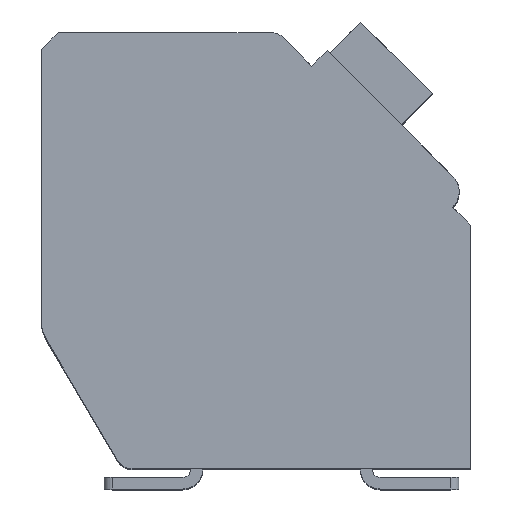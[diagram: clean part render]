
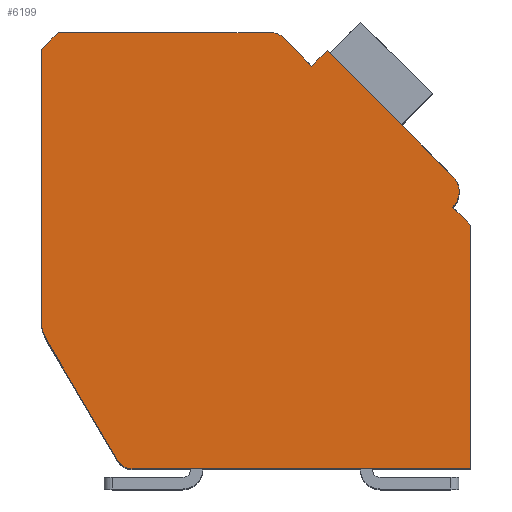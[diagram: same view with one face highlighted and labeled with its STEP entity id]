
A CAD part, top view. The second image highlights one B-rep face of the part: STEP entity #6199.
In plain terms, the highlighted planar face has unit normal (0, 0, 1).
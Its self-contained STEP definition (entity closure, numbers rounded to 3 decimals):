
#177=DIRECTION('',(0.,-1.,0.));
#178=VECTOR('',#177,8.053);
#179=CARTESIAN_POINT('',(-12.7,12.4,2.1));
#180=LINE('',#179,#178);
#181=DIRECTION('',(-0.707,-0.707,0.));
#182=VECTOR('',#181,0.707);
#183=CARTESIAN_POINT('',(-12.2,12.9,2.1));
#184=LINE('',#183,#182);
#185=DIRECTION('',(-1.,0.,0.));
#186=VECTOR('',#185,6.298);
#187=CARTESIAN_POINT('',(-5.902,12.9,2.1));
#188=LINE('',#187,#186);
#189=CARTESIAN_POINT('',(-5.902,12.4,2.1));
#190=DIRECTION('',(0.,0.,1.));
#191=DIRECTION('',(0.707,0.707,0.));
#192=AXIS2_PLACEMENT_3D('',#189,#190,#191);
#194=DIRECTION('',(-0.707,0.707,0.));
#195=VECTOR('',#194,1.197);
#196=CARTESIAN_POINT('',(-4.702,11.907,2.1));
#197=LINE('',#196,#195);
#198=DIRECTION('',(-0.707,-0.707,0.));
#199=VECTOR('',#198,0.65);
#200=CARTESIAN_POINT('',(-4.243,12.367,2.1));
#201=LINE('',#200,#199);
#202=DIRECTION('',(-0.707,0.707,0.));
#203=VECTOR('',#202,5.25);
#204=CARTESIAN_POINT('',(-0.53,8.655,2.1));
#205=LINE('',#204,#203);
#206=CARTESIAN_POINT('',(-0.99,8.195,2.1));
#207=DIRECTION('',(0.,0.,1.));
#208=DIRECTION('',(0.707,-0.707,0.));
#209=AXIS2_PLACEMENT_3D('',#206,#207,#208);
#211=DIRECTION('',(-0.707,0.707,0.));
#212=VECTOR('',#211,0.75);
#213=CARTESIAN_POINT('',(0.,7.205,2.1));
#214=LINE('',#213,#212);
#215=DIRECTION('',(0.,1.,0.));
#216=VECTOR('',#215,7.205);
#217=CARTESIAN_POINT('',(0.,0.,2.1));
#218=LINE('',#217,#216);
#219=DIRECTION('',(1.,0.,0.));
#220=VECTOR('',#219,10.014);
#221=CARTESIAN_POINT('',(-10.014,0.,2.1));
#222=LINE('',#221,#220);
#223=CARTESIAN_POINT('',(-10.014,0.5,2.1));
#224=DIRECTION('',(0.,0.,1.));
#225=DIRECTION('',(-0.862,-0.508,0.));
#226=AXIS2_PLACEMENT_3D('',#223,#224,#225);
#228=DIRECTION('',(0.508,-0.862,0.));
#229=VECTOR('',#228,4.17);
#230=CARTESIAN_POINT('',(-12.562,3.839,2.1));
#231=LINE('',#230,#229);
#232=CARTESIAN_POINT('',(-11.7,4.347,2.1));
#233=DIRECTION('',(0.,0.,1.));
#234=DIRECTION('',(-1.,0.,0.));
#235=AXIS2_PLACEMENT_3D('',#232,#233,#234);
#4629=CARTESIAN_POINT('',(-12.7,12.4,2.1));
#4630=CARTESIAN_POINT('',(-12.7,4.347,2.1));
#4631=VERTEX_POINT('',#4629);
#4632=VERTEX_POINT('',#4630);
#4633=CARTESIAN_POINT('',(-12.562,3.839,2.1));
#4634=VERTEX_POINT('',#4633);
#4635=CARTESIAN_POINT('',(-10.445,0.246,2.1));
#4636=VERTEX_POINT('',#4635);
#4637=CARTESIAN_POINT('',(-10.014,0.,2.1));
#4638=VERTEX_POINT('',#4637);
#4639=CARTESIAN_POINT('',(0.,0.,2.1));
#4640=VERTEX_POINT('',#4639);
#4641=CARTESIAN_POINT('',(0.,7.205,2.1));
#4642=VERTEX_POINT('',#4641);
#4643=CARTESIAN_POINT('',(-0.53,7.735,2.1));
#4644=VERTEX_POINT('',#4643);
#4645=CARTESIAN_POINT('',(-0.53,8.655,2.1));
#4646=VERTEX_POINT('',#4645);
#4647=CARTESIAN_POINT('',(-4.243,12.367,2.1));
#4648=VERTEX_POINT('',#4647);
#4649=CARTESIAN_POINT('',(-4.702,11.907,2.1));
#4650=VERTEX_POINT('',#4649);
#4651=CARTESIAN_POINT('',(-5.548,12.754,2.1));
#4652=VERTEX_POINT('',#4651);
#4653=CARTESIAN_POINT('',(-5.902,12.9,2.1));
#4654=VERTEX_POINT('',#4653);
#4655=CARTESIAN_POINT('',(-12.2,12.9,2.1));
#4656=VERTEX_POINT('',#4655);
#6166=CARTESIAN_POINT('',(0.,0.,2.1));
#6167=DIRECTION('',(0.,0.,1.));
#6168=DIRECTION('',(1.,0.,0.));
#6169=AXIS2_PLACEMENT_3D('',#6166,#6167,#6168);
#6170=PLANE('',#6169);
#6171=ORIENTED_EDGE('',*,*,#6034,.F.);
#6173=ORIENTED_EDGE('',*,*,#6172,.F.);
#6175=ORIENTED_EDGE('',*,*,#6174,.F.);
#6177=ORIENTED_EDGE('',*,*,#6176,.F.);
#6179=ORIENTED_EDGE('',*,*,#6178,.F.);
#6181=ORIENTED_EDGE('',*,*,#6180,.F.);
#6183=ORIENTED_EDGE('',*,*,#6182,.F.);
#6185=ORIENTED_EDGE('',*,*,#6184,.F.);
#6187=ORIENTED_EDGE('',*,*,#6186,.F.);
#6189=ORIENTED_EDGE('',*,*,#6188,.F.);
#6191=ORIENTED_EDGE('',*,*,#6190,.F.);
#6193=ORIENTED_EDGE('',*,*,#6192,.F.);
#6195=ORIENTED_EDGE('',*,*,#6194,.F.);
#6196=ORIENTED_EDGE('',*,*,#6099,.F.);
#6197=EDGE_LOOP('',(#6171,#6173,#6175,#6177,#6179,#6181,#6183,#6185,#6187,#6189,
#6191,#6193,#6195,#6196));
#6198=FACE_OUTER_BOUND('',#6197,.F.);
#193=CIRCLE('',#192,0.5);
#210=CIRCLE('',#209,0.65);
#227=CIRCLE('',#226,0.5);
#236=CIRCLE('',#235,1.);
#6034=EDGE_CURVE('',#4631,#4632,#180,.T.);
#6099=EDGE_CURVE('',#4632,#4634,#236,.T.);
#6172=EDGE_CURVE('',#4656,#4631,#184,.T.);
#6174=EDGE_CURVE('',#4654,#4656,#188,.T.);
#6176=EDGE_CURVE('',#4652,#4654,#193,.T.);
#6178=EDGE_CURVE('',#4650,#4652,#197,.T.);
#6180=EDGE_CURVE('',#4648,#4650,#201,.T.);
#6182=EDGE_CURVE('',#4646,#4648,#205,.T.);
#6184=EDGE_CURVE('',#4644,#4646,#210,.T.);
#6186=EDGE_CURVE('',#4642,#4644,#214,.T.);
#6188=EDGE_CURVE('',#4640,#4642,#218,.T.);
#6190=EDGE_CURVE('',#4638,#4640,#222,.T.);
#6192=EDGE_CURVE('',#4636,#4638,#227,.T.);
#6194=EDGE_CURVE('',#4634,#4636,#231,.T.);
#6199=ADVANCED_FACE('',(#6198),#6170,.T.);
